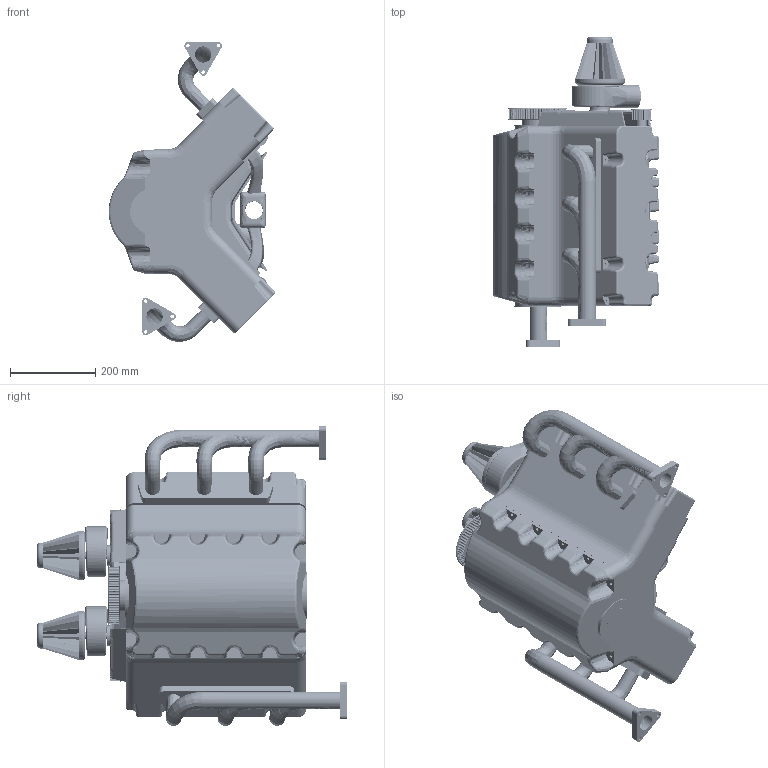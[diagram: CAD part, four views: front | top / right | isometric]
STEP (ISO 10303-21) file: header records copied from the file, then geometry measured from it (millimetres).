
FILE_DESCRIPTION(('FreeCAD Model'),'2;1');
FILE_NAME('Open CASCADE Shape Model','2025-05-03T13:43:58',('FreeCAD'),( 'FreeCAD'),'Open CASCADE STEP processor 7.6','FreeCAD','Unknown');
FILE_SCHEMA(('AUTOMOTIVE_DESIGN { 1 0 10303 214 1 1 1 1 }'));
Products named in the file (1): Open CASCADE STEP translator 7.6 1
Bounding box: 391.62 x 729.25 x 703.88 mm (x, y, z)
Volume: 24619640.2 mm3; surface area: 5125643.5 mm2
Topology: 118 solids, 118 shells, 7043 faces, 17863 edges, 11025 vertices
Faces by surface type: bspline 7043
Entity records: 375662 total; most frequent: CARTESIAN_POINT 274007, ORIENTED_EDGE 35336, EDGE_CURVE 17668, B_SPLINE_CURVE_WITH_KNOTS 11498, VERTEX_POINT 11025, FACE_BOUND 7791, EDGE_LOOP 7791, ADVANCED_FACE 7043
